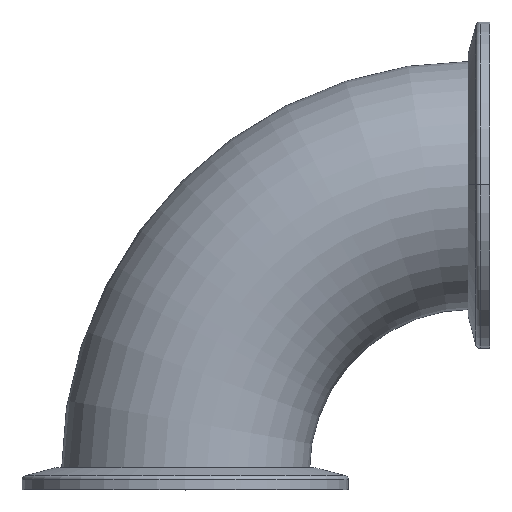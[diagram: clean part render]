
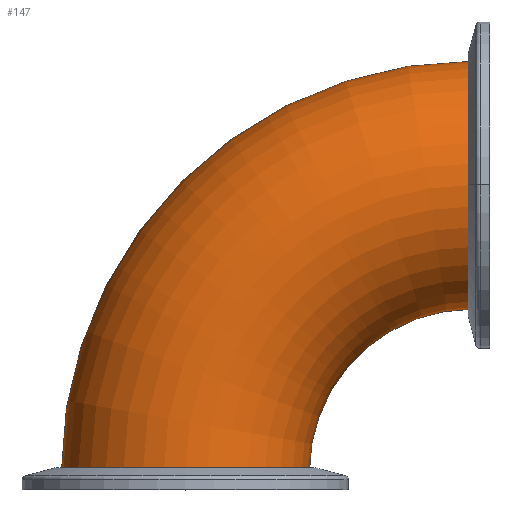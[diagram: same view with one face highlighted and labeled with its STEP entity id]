
A CAD part, top view. The second image highlights one B-rep face of the part: STEP entity #147.
In plain terms, the highlighted toroidal (fillet/blend) face has major radius 66 mm and minor radius 28.5 mm.
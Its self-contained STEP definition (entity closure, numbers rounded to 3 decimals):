
#126 = EDGE_CURVE ( 'NONE', #137, #133, #612, .T. ) ;
#133 = VERTEX_POINT ( 'NONE', #633 ) ;
#135 = ORIENTED_EDGE ( 'NONE', *, *, #271, .T. ) ;
#137 = VERTEX_POINT ( 'NONE', #638 ) ;
#140 = EDGE_LOOP ( 'NONE', ( #294, #142, #135, #210 ) ) ;
#142 = ORIENTED_EDGE ( 'NONE', *, *, #217, .T. ) ;
#147 = ADVANCED_FACE ( 'NONE', ( #570 ), #482, .T. ) ;
#210 = ORIENTED_EDGE ( 'NONE', *, *, #126, .F. ) ;
#211 = VERTEX_POINT ( 'NONE', #1121 ) ;
#217 = EDGE_CURVE ( 'NONE', #295, #211, #1110, .T. ) ;
#271 = EDGE_CURVE ( 'NONE', #211, #133, #734, .T. ) ;
#293 = EDGE_CURVE ( 'NONE', #295, #137, #778, .T. ) ;
#294 = ORIENTED_EDGE ( 'NONE', *, *, #293, .F. ) ;
#295 = VERTEX_POINT ( 'NONE', #770 ) ;
#319 = CARTESIAN_POINT ( 'NONE',  ( 0., 0., 0. ) ) ;
#479 = DIRECTION ( 'NONE',  ( 1., 0., 0. ) ) ;
#480 = DIRECTION ( 'NONE',  ( 0., 0., 1. ) ) ;
#481 = AXIS2_PLACEMENT_3D ( 'NONE', #319, #480, #479 ) ;
#482 = TOROIDAL_SURFACE ( 'NONE', #481, 66., 28.5 ) ;
#570 = FACE_OUTER_BOUND ( 'NONE', #140, .T. ) ;
#612 = CIRCLE ( 'NONE', #630, 37.5 ) ;
#627 = DIRECTION ( 'NONE',  ( 1., 0., 0. ) ) ;
#628 = DIRECTION ( 'NONE',  ( 0., 0., 1. ) ) ;
#629 = CARTESIAN_POINT ( 'NONE',  ( 0., 0., 0. ) ) ;
#630 = AXIS2_PLACEMENT_3D ( 'NONE', #629, #628, #627 ) ;
#633 = CARTESIAN_POINT ( 'NONE',  ( -37.5, 0., 0. ) ) ;
#638 = CARTESIAN_POINT ( 'NONE',  ( 0., 37.5, 0. ) ) ;
#707 = DIRECTION ( 'NONE',  ( 0., 1., 0. ) ) ;
#708 = CARTESIAN_POINT ( 'NONE',  ( -66., 0., 0. ) ) ;
#710 = AXIS2_PLACEMENT_3D ( 'NONE', #708, #707, #722 ) ;
#722 = DIRECTION ( 'NONE',  ( 0., 0., -1. ) ) ;
#734 = CIRCLE ( 'NONE', #710, 28.5 ) ;
#760 = DIRECTION ( 'NONE',  ( 0., 0., 1. ) ) ;
#761 = DIRECTION ( 'NONE',  ( 1., 0., 0. ) ) ;
#764 = CARTESIAN_POINT ( 'NONE',  ( 0., 66., 0. ) ) ;
#770 = CARTESIAN_POINT ( 'NONE',  ( 0., 94.5, 0. ) ) ;
#778 = CIRCLE ( 'NONE', #780, 28.5 ) ;
#780 = AXIS2_PLACEMENT_3D ( 'NONE', #764, #761, #760 ) ;
#1088 = DIRECTION ( 'NONE',  ( 1., 0., 0. ) ) ;
#1089 = DIRECTION ( 'NONE',  ( 0., 0., 1. ) ) ;
#1090 = CARTESIAN_POINT ( 'NONE',  ( 0., 0., 0. ) ) ;
#1099 = AXIS2_PLACEMENT_3D ( 'NONE', #1090, #1089, #1088 ) ;
#1110 = CIRCLE ( 'NONE', #1099, 94.5 ) ;
#1121 = CARTESIAN_POINT ( 'NONE',  ( -94.5, 0., 0. ) ) ;
